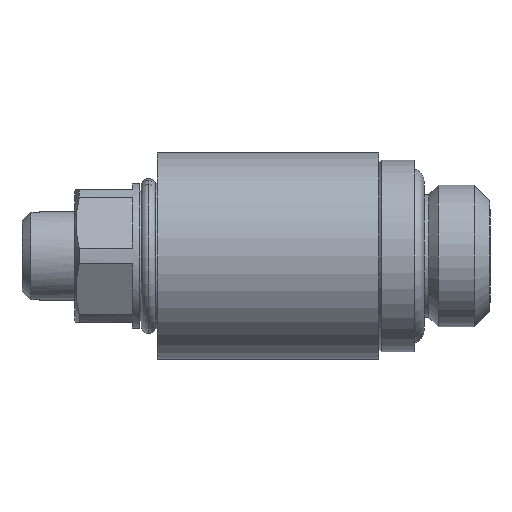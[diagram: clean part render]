
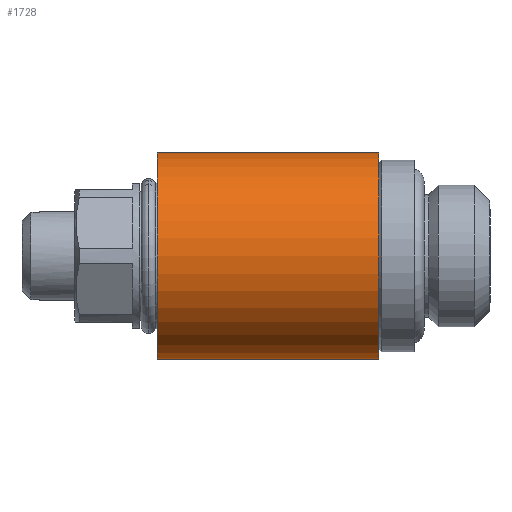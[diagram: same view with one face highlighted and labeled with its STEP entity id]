
A CAD part, left-side view. The second image highlights one B-rep face of the part: STEP entity #1728.
In plain terms, the highlighted cylindrical face has radius 7 mm (diameter 14 mm), a partial arc.
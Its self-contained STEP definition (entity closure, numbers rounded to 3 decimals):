
#317 = CARTESIAN_POINT ( 'NONE',  ( 0., 22.9, 0. ) ) ;
#319 = CARTESIAN_POINT ( 'NONE',  ( 0., 28.986, 0. ) ) ;
#320 = AXIS2_PLACEMENT_3D ( 'NONE', #319, #339, #338 ) ;
#338 = DIRECTION ( 'NONE',  ( 0., 0., 1. ) ) ;
#339 = DIRECTION ( 'NONE',  ( 0., 1., 0. ) ) ;
#388 = CYLINDRICAL_SURFACE ( 'NONE', #320, 7. ) ;
#389 = DIRECTION ( 'NONE',  ( 0., 0., -1. ) ) ;
#393 = DIRECTION ( 'NONE',  ( 0., -1., 0. ) ) ;
#394 = AXIS2_PLACEMENT_3D ( 'NONE', #400, #393, #389 ) ;
#395 = CIRCLE ( 'NONE', #394, 7. ) ;
#396 = FACE_OUTER_BOUND ( 'NONE', #1763, .T. ) ;
#400 = CARTESIAN_POINT ( 'NONE',  ( 0., 7.9, 0. ) ) ;
#414 = DIRECTION ( 'NONE',  ( 0., 0., 1. ) ) ;
#415 = DIRECTION ( 'NONE',  ( 0., 1., 0. ) ) ;
#416 = AXIS2_PLACEMENT_3D ( 'NONE', #317, #415, #414 ) ;
#417 = CIRCLE ( 'NONE', #416, 7. ) ;
#715 = CARTESIAN_POINT ( 'NONE',  ( 0., 22.9, -7. ) ) ;
#746 = CARTESIAN_POINT ( 'NONE',  ( 0., 22.9, 7. ) ) ;
#1335 = VERTEX_POINT ( 'NONE', #3015 ) ;
#1337 = EDGE_CURVE ( 'NONE', #1372, #1537, #3016, .T. ) ;
#1372 = VERTEX_POINT ( 'NONE', #3158 ) ;
#1461 = EDGE_CURVE ( 'NONE', #1335, #1540, #3348, .T. ) ;
#1537 = VERTEX_POINT ( 'NONE', #715 ) ;
#1540 = VERTEX_POINT ( 'NONE', #746 ) ;
#1721 = EDGE_CURVE ( 'NONE', #1335, #1372, #395, .T. ) ;
#1728 = ADVANCED_FACE ( 'NONE', ( #396 ), #388, .T. ) ;
#1729 = ORIENTED_EDGE ( 'NONE', *, *, #1337, .F. ) ;
#1730 = ORIENTED_EDGE ( 'NONE', *, *, #1721, .F. ) ;
#1747 = ORIENTED_EDGE ( 'NONE', *, *, #1748, .F. ) ;
#1748 = EDGE_CURVE ( 'NONE', #1537, #1540, #417, .T. ) ;
#1760 = ORIENTED_EDGE ( 'NONE', *, *, #1461, .T. ) ;
#1763 = EDGE_LOOP ( 'NONE', ( #1729, #1730, #1760, #1747 ) ) ;
#3012 = VECTOR ( 'NONE', #3017, 1000. ) ;
#3013 = CARTESIAN_POINT ( 'NONE',  ( 0., 28.986, -7. ) ) ;
#3015 = CARTESIAN_POINT ( 'NONE',  ( 0., 7.9, 7. ) ) ;
#3016 = LINE ( 'NONE', #3013, #3012 ) ;
#3017 = DIRECTION ( 'NONE',  ( 0., 1., 0. ) ) ;
#3158 = CARTESIAN_POINT ( 'NONE',  ( 0., 7.9, -7. ) ) ;
#3348 = LINE ( 'NONE', #3368, #3360 ) ;
#3359 = DIRECTION ( 'NONE',  ( 0., 1., 0. ) ) ;
#3360 = VECTOR ( 'NONE', #3359, 1000. ) ;
#3368 = CARTESIAN_POINT ( 'NONE',  ( 0., 28.986, 7. ) ) ;
